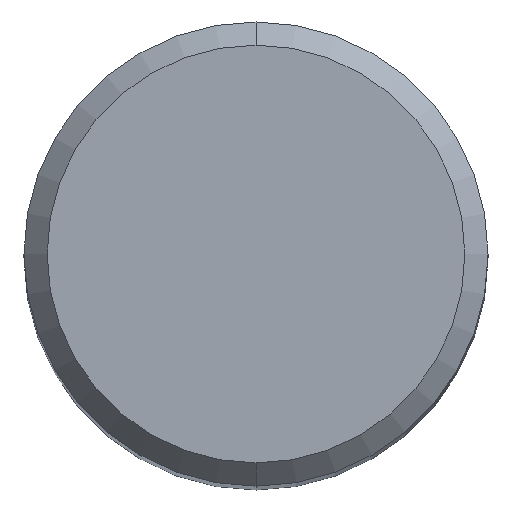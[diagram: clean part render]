
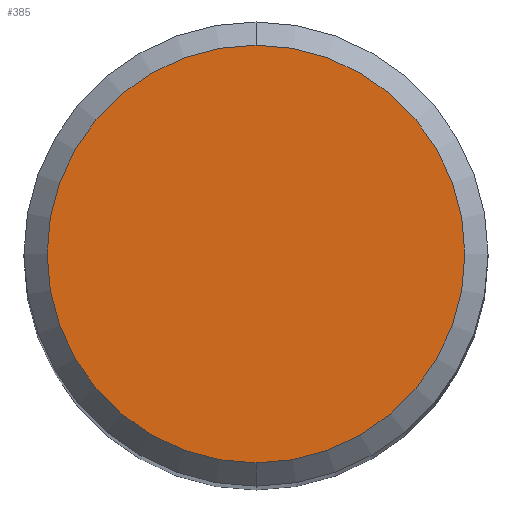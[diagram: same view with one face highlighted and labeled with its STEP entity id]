
A CAD part, top view. The second image highlights one B-rep face of the part: STEP entity #385.
In plain terms, the highlighted planar face has unit normal (0, 0, 1).
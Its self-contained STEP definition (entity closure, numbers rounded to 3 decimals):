
#385=ADVANCED_FACE('',(#966),#967,.T.);
#409=EDGE_CURVE('',#685,#607,#993,.T.);
#607=VERTEX_POINT('',#1207);
#661=EDGE_CURVE('',#607,#685,#1265,.T.);
#685=VERTEX_POINT('',#1291);
#966=FACE_OUTER_BOUND('',#2428,.T.);
#967=PLANE('',#2429);
#993=CIRCLE('',#2487,5.4);
#1207=CARTESIAN_POINT('',(0.0,5.4,0.0));
#1265=CIRCLE('',#3969,5.4);
#1291=CARTESIAN_POINT('',(0.,-5.4,0.0));
#2428=EDGE_LOOP('',(#6169,#6170));
#2429=AXIS2_PLACEMENT_3D('',#6171,#6172,#6173);
#2487=AXIS2_PLACEMENT_3D('',#6195,#6196,#6197);
#3969=AXIS2_PLACEMENT_3D('',#6446,#6447,#6448);
#6169=ORIENTED_EDGE('',*,*,#661,.F.);
#6170=ORIENTED_EDGE('',*,*,#409,.F.);
#6171=CARTESIAN_POINT('',(0.0,2.7,0.0));
#6172=DIRECTION('',(-0.0,0.0,1.0));
#6173=DIRECTION('',(0.0,-1.0,0.0));
#6195=CARTESIAN_POINT('',(0.0,0.0,0.0));
#6196=DIRECTION('',(0.0,0.0,-1.0));
#6197=DIRECTION('',(0.0,1.0,0.0));
#6446=CARTESIAN_POINT('',(0.0,0.0,0.0));
#6447=DIRECTION('',(0.0,0.0,-1.0));
#6448=DIRECTION('',(0.0,1.0,0.0));
